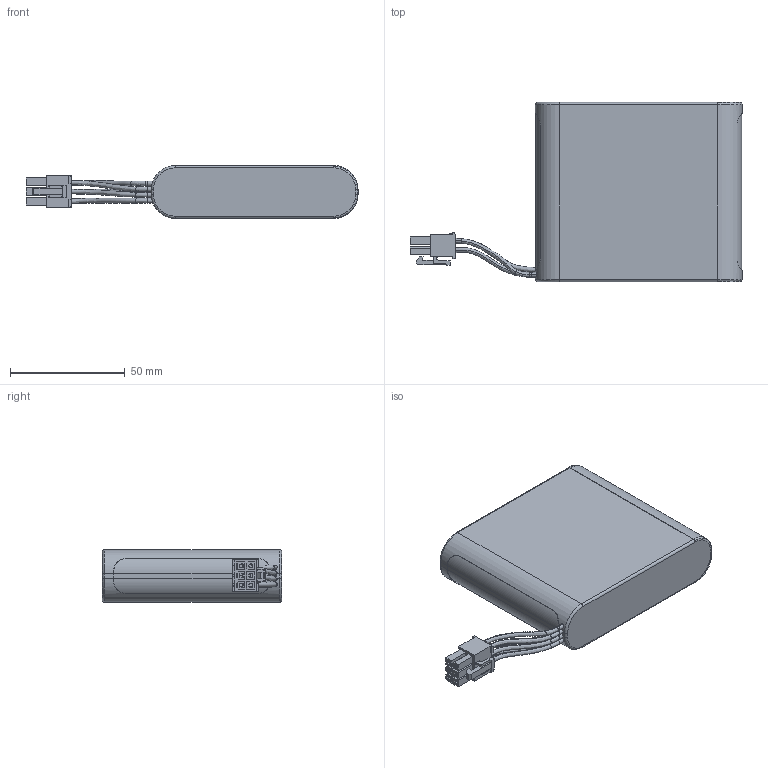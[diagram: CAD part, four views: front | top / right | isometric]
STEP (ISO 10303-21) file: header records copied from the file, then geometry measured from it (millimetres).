
FILE_DESCRIPTION((''),'2;1');
FILE_NAME('ASM0001_ASM','2024-12-10T14:49:50',('rd05'),(''),'CREO PARAMETRIC BY PTC INC, 2018050','CREO PARAMETRIC BY PTC INC, 2018050','');
FILE_SCHEMA(('CONFIG_CONTROL_DESIGN','GEOMETRIC_VALIDATION_PROPERTIES_MIM'));
Length unit declared in the file: millimetre
Products named in the file (9): BATTERY; 039012060_2; WIRE_27_1; WIRE_27_2; WIRE_27_3; WIRE_27_4; WIRE_27_ASM; ASM0002_ASM; ASM0001_ASM
Assembly tree (8 placements, depth 4):
  ASM0001_ASM
    BATTERY
    ASM0002_ASM
      039012060_2
      WIRE_27_ASM
        WIRE_27_1
        WIRE_27_2
        WIRE_27_3
        WIRE_27_4
Bounding box: 144.52 x 78 x 23 mm (x, y, z)
Volume: 156150.6 mm3; surface area: 26808 mm2
Topology: 7 solids, 11 shells, 395 faces, 1039 edges, 672 vertices
Faces by surface type: plane 301, cylinder 62, bspline 22, torus 10
Entity records: 18129 total; most frequent: CARTESIAN_POINT 7454, ORIENTED_EDGE 2058, DIRECTION 1919, EDGE_CURVE 1039, VECTOR 839, LINE 839, VERTEX_POINT 672, AXIS2_PLACEMENT_3D 540
